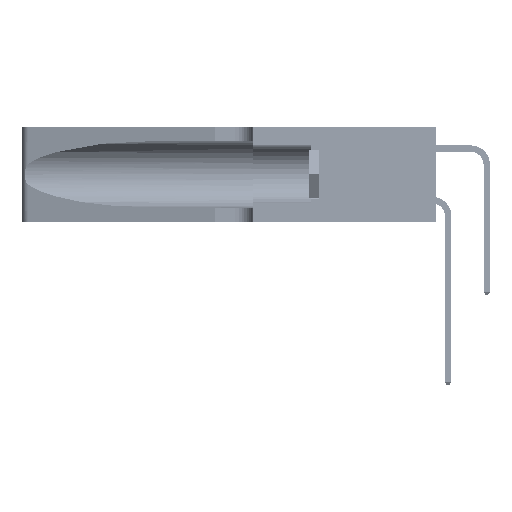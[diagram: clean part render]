
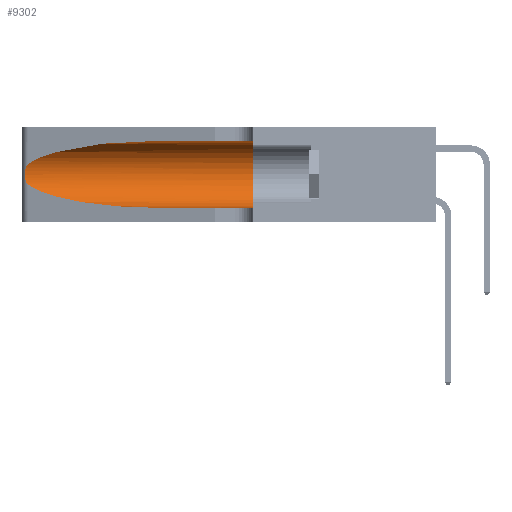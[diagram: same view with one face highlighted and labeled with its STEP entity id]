
A CAD part, left-side view. The second image highlights one B-rep face of the part: STEP entity #9302.
In plain terms, the highlighted cylindrical face has radius 3.308 mm (diameter 6.617 mm), a partial arc.
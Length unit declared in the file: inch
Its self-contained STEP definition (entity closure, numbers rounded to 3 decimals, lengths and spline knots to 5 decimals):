
#353 = CARTESIAN_POINT ( 'NONE',  ( 0.25789, 1.23486, 0.15765 ) ) ;
#426 = ORIENTED_EDGE ( 'NONE', *, *, #6013, .T. ) ;
#660 = CARTESIAN_POINT ( 'NONE',  ( 0.1305, 1.61858, 0.185 ) ) ;
#873 = ORIENTED_EDGE ( 'NONE', *, *, #19659, .T. ) ;
#1136 = CARTESIAN_POINT ( 'NONE',  ( 0.1305, 0.35, 0.31525 ) ) ;
#2321 = B_SPLINE_CURVE_WITH_KNOTS ( 'NONE', 3,
 ( #55067, #47065, #8775, #13116, #51145, #34117, #51324, #8598, #25746, #25920, #353, #30205, #34483, #26281 ),
 .UNSPECIFIED., .F., .F.,
 ( 4, 2, 2, 2, 2, 2, 4 ),
 ( 0., 0.00027, 0.00053, 0.00107, 0.0016, 0.00187, 0.00214 ),
 .UNSPECIFIED. ) ;
#2783 = EDGE_CURVE ( 'NONE', #12269, #24028, #17379, .T. ) ;
#4434 = DIRECTION ( 'NONE',  ( 0., 0., 1. ) ) ;
#6013 = EDGE_CURVE ( 'NONE', #24028, #30147, #2321, .T. ) ;
#7283 = CARTESIAN_POINT ( 'NONE',  ( 0.1305, 0.72297, 0.05475 ) ) ;
#7942 = EDGE_CURVE ( 'NONE', #30147, #20408, #14005, .T. ) ;
#8481 = CIRCLE ( 'NONE', #10573, 0.13025 ) ;
#8526 = CARTESIAN_POINT ( 'NONE',  ( 0.1305, 0.35, 0.185 ) ) ;
#8598 = CARTESIAN_POINT ( 'NONE',  ( 0.26075, 1.23896, 0.178 ) ) ;
#8775 = CARTESIAN_POINT ( 'NONE',  ( 0.25639, 1.23184, 0.21858 ) ) ;
#8833 = CARTESIAN_POINT ( 'NONE',  ( 0.25487, 1.22718, 0.14631 ) ) ;
#9302 = ADVANCED_FACE ( 'NONE', ( #45529 ), #16243, .F. ) ;
#9978 = CARTESIAN_POINT ( 'NONE',  ( 0.1305, 0.72297, 0.31525 ) ) ;
#10151 = LINE ( 'NONE', #50259, #26121 ) ;
#10573 = AXIS2_PLACEMENT_3D ( 'NONE', #8526, #38337, #4434 ) ;
#11057 = LINE ( 'NONE', #26731, #31029 ) ;
#11646 = DIRECTION ( 'NONE',  ( 0., -1., 0. ) ) ;
#12269 = VERTEX_POINT ( 'NONE', #9978 ) ;
#13116 = CARTESIAN_POINT ( 'NONE',  ( 0.25787, 1.23484, 0.2124 ) ) ;
#14005 =( BOUNDED_CURVE ( )  B_SPLINE_CURVE ( 3, ( #8833, #17066, #34174, #42328 ),
 .UNSPECIFIED., .F., .T. ) 
 B_SPLINE_CURVE_WITH_KNOTS ( ( 4, 4 ),
 ( 3.44316, 4.71239 ),
 .UNSPECIFIED. ) 
 CURVE ( )  GEOMETRIC_REPRESENTATION_ITEM ( )  RATIONAL_B_SPLINE_CURVE ( ( 1., 0.87, 0.87, 1. ) ) 
 REPRESENTATION_ITEM ( '' )  );
#14065 = CARTESIAN_POINT ( 'NONE',  ( 0.2373, 1.15595, 0.28018 ) ) ;
#16024 = CARTESIAN_POINT ( 'NONE',  ( 0.1305, 0.35, 0.05475 ) ) ;
#16243 = CYLINDRICAL_SURFACE ( 'NONE', #30678, 0.13025 ) ;
#17066 = CARTESIAN_POINT ( 'NONE',  ( 0.2373, 1.15595, 0.08982 ) ) ;
#17244 = VERTEX_POINT ( 'NONE', #1136 ) ;
#17379 =( BOUNDED_CURVE ( )  B_SPLINE_CURVE ( 3, ( #30992, #39520, #14065, #18348 ),
 .UNSPECIFIED., .F., .F. ) 
 B_SPLINE_CURVE_WITH_KNOTS ( ( 4, 4 ),
 ( 1.5708, 2.84003 ),
 .UNSPECIFIED. ) 
 CURVE ( )  GEOMETRIC_REPRESENTATION_ITEM ( )  RATIONAL_B_SPLINE_CURVE ( ( 1., 0.87, 0.87, 1. ) ) 
 REPRESENTATION_ITEM ( '' )  );
#18148 = ORIENTED_EDGE ( 'NONE', *, *, #2783, .T. ) ;
#18348 = CARTESIAN_POINT ( 'NONE',  ( 0.25487, 1.22718, 0.22369 ) ) ;
#18491 = ORIENTED_EDGE ( 'NONE', *, *, #54281, .F. ) ;
#19659 = EDGE_CURVE ( 'NONE', #20408, #29904, #10151, .T. ) ;
#20408 = VERTEX_POINT ( 'NONE', #7283 ) ;
#21574 = CARTESIAN_POINT ( 'NONE',  ( 0.25487, 1.22718, 0.22369 ) ) ;
#24028 = VERTEX_POINT ( 'NONE', #21574 ) ;
#25746 = CARTESIAN_POINT ( 'NONE',  ( 0.26017, 1.23833, 0.17102 ) ) ;
#25920 = CARTESIAN_POINT ( 'NONE',  ( 0.25856, 1.23593, 0.16098 ) ) ;
#26121 = VECTOR ( 'NONE', #11646, 39.37008 ) ;
#26281 = CARTESIAN_POINT ( 'NONE',  ( 0.25487, 1.22718, 0.14631 ) ) ;
#26587 = ORIENTED_EDGE ( 'NONE', *, *, #7942, .T. ) ;
#26731 = CARTESIAN_POINT ( 'NONE',  ( 0.1305, 1.61858, 0.31525 ) ) ;
#29904 = VERTEX_POINT ( 'NONE', #16024 ) ;
#30147 = VERTEX_POINT ( 'NONE', #30329 ) ;
#30205 = CARTESIAN_POINT ( 'NONE',  ( 0.25639, 1.23186, 0.15144 ) ) ;
#30329 = CARTESIAN_POINT ( 'NONE',  ( 0.25487, 1.22718, 0.14631 ) ) ;
#30678 = AXIS2_PLACEMENT_3D ( 'NONE', #660, #42953, #47549 ) ;
#30992 = CARTESIAN_POINT ( 'NONE',  ( 0.1305, 0.72297, 0.31525 ) ) ;
#31029 = VECTOR ( 'NONE', #39751, 39.37008 ) ;
#34117 = CARTESIAN_POINT ( 'NONE',  ( 0.26018, 1.23835, 0.19895 ) ) ;
#34174 = CARTESIAN_POINT ( 'NONE',  ( 0.18966, 0.96281, 0.05475 ) ) ;
#34483 = CARTESIAN_POINT ( 'NONE',  ( 0.25555, 1.22993, 0.14849 ) ) ;
#37449 = EDGE_CURVE ( 'NONE', #17244, #29904, #8481, .T. ) ;
#38337 = DIRECTION ( 'NONE',  ( 0., 1., 0. ) ) ;
#39520 = CARTESIAN_POINT ( 'NONE',  ( 0.18966, 0.96281, 0.31525 ) ) ;
#39751 = DIRECTION ( 'NONE',  ( 0., -1., 0. ) ) ;
#42328 = CARTESIAN_POINT ( 'NONE',  ( 0.1305, 0.72297, 0.05475 ) ) ;
#42953 = DIRECTION ( 'NONE',  ( 0., -1., 0. ) ) ;
#45529 = FACE_OUTER_BOUND ( 'NONE', #50327, .T. ) ;
#47065 = CARTESIAN_POINT ( 'NONE',  ( 0.25555, 1.22994, 0.2215 ) ) ;
#47549 = DIRECTION ( 'NONE',  ( 0., 0., -1. ) ) ;
#50259 = CARTESIAN_POINT ( 'NONE',  ( 0.1305, 1.61858, 0.05475 ) ) ;
#50327 = EDGE_LOOP ( 'NONE', ( #18148, #426, #26587, #873, #53046, #18491 ) ) ;
#51145 = CARTESIAN_POINT ( 'NONE',  ( 0.25854, 1.2359, 0.20912 ) ) ;
#51324 = CARTESIAN_POINT ( 'NONE',  ( 0.26075, 1.23896, 0.19203 ) ) ;
#53046 = ORIENTED_EDGE ( 'NONE', *, *, #37449, .F. ) ;
#54281 = EDGE_CURVE ( 'NONE', #12269, #17244, #11057, .T. ) ;
#55067 = CARTESIAN_POINT ( 'NONE',  ( 0.25487, 1.22718, 0.22369 ) ) ;
